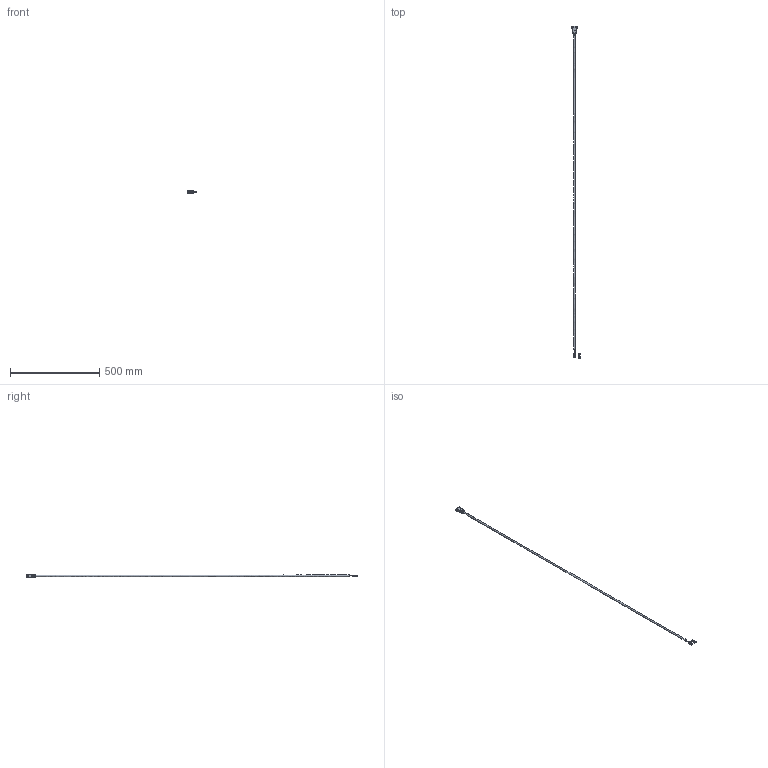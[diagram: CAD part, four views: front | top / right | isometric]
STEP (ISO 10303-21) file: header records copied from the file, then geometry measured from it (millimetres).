
FILE_DESCRIPTION(/* description */ ('CONNECTOR, MOLEX, 5 POS, MALE'),/* implementation_level */ '2;1');
FILE_NAME(/* name */ 'Pat''s Projects\40170_0.stp',/* time_stamp */ '2015-02-04T09:37:05-05:00',/* author */ ('BONAFEDE'),/* organization */ ('MOLEX'),/* preprocessor_version */ 'ST-DEVELOPER v15.6',/* originating_system */ 'Autodesk Inventor 2015',/* authorisation */ '');
FILE_SCHEMA (('AUTOMOTIVE_DESIGN { 1 0 10303 214 3 1 1 }'));
Length unit declared in the file: inch
Products named in the file (8): 40191; 64100; 64099; 14108; 60637; 40170.ZOOM_Harness1; 40170
Bounding box: 46.93 x 1858.14 x 15.75 mm (x, y, z)
Volume: 9108.2 mm3; surface area: 66494.2 mm2
Topology: 13 solids, 32 shells, 1059 faces, 2894 edges, 1891 vertices
Faces by surface type: plane 821, cylinder 152, cone 36, bspline 35, sphere 15
Full cylindrical faces by diameter (mm): 0.584 x9, 0.635 x9, 0.762 x15, 1.27 x35, 1.473 x9, 1.524 x9, 2.76 x2, 2.921 x4, 4.648 x2, 9.398 x1
Entity records: 25179 total; most frequent: CARTESIAN_POINT 7446, ORIENTED_EDGE 3526, DIRECTION 3386, EDGE_CURVE 1781, LINE 1436, VECTOR 1436, VERTEX_POINT 1193, AXIS2_PLACEMENT_3D 975
